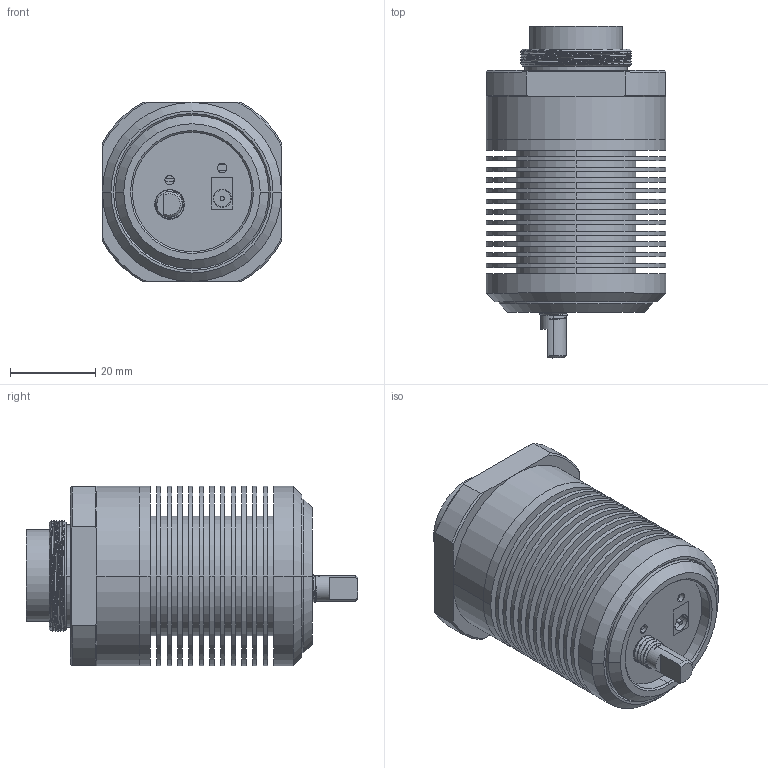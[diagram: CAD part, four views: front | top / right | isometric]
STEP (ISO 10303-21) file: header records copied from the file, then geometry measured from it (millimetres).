
FILE_DESCRIPTION((''),'2;1');
FILE_NAME('LCD-C-MAX_ASM','2022-08-20T',('daizh'),(''),'CREO PARAMETRIC BY PTC INC, 2018360','CREO PARAMETRIC BY PTC INC, 2018360','');
FILE_SCHEMA(('CONFIG_CONTROL_DESIGN'));
Products named in the file (6): LCD-C-MAX_A1; LCD-C-MAX_A2; LCD-C-MAX_A3; LCD-C-MAX_PCB; M3X10_HM; LCD-C-MAX_ASM
Assembly tree (8 placements, depth 2):
  LCD-C-MAX_ASM
    LCD-C-MAX_A1
    LCD-C-MAX_A2
    LCD-C-MAX_A3
    LCD-C-MAX_PCB
    M3X10_HM  x4
Bounding box: 42 x 77.8 x 42 mm (x, y, z)
Volume: 46924 mm3; surface area: 45069.6 mm2
Topology: 8 solids, 8 shells, 876 faces, 2162 edges, 1362 vertices
Faces by surface type: cylinder 445, plane 188, bspline 140, cone 103
Entity records: 48218 total; most frequent: CARTESIAN_POINT 30874, ORIENTED_EDGE 3996, DIRECTION 2831, EDGE_CURVE 1998, VERTEX_POINT 1287, AXIS2_PLACEMENT_3D 1034, EDGE_LOOP 865, B_SPLINE_CURVE_WITH_KNOTS 858
